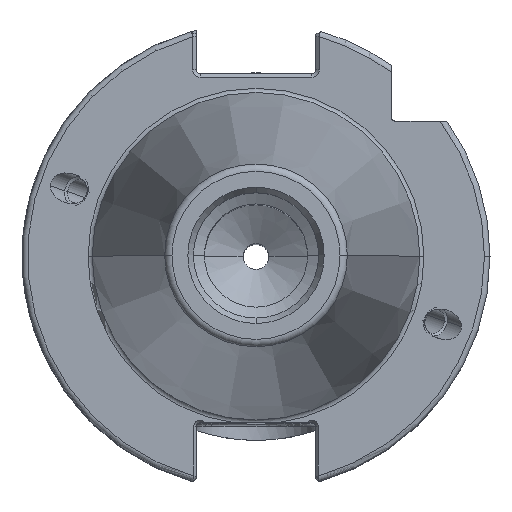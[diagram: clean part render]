
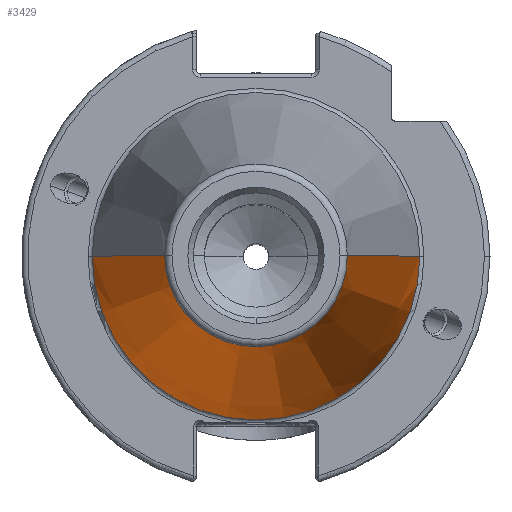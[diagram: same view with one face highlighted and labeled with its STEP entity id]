
A CAD part, top view. The second image highlights one B-rep face of the part: STEP entity #3429.
In plain terms, the highlighted conical face has half-angle 8.297 degrees and reference radius 12.397 mm.
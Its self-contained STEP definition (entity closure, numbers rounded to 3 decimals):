
#38 = DIRECTION ( 'NONE',  ( 1., 0., 0. ) ) ;
#82 = DIRECTION ( 'NONE',  ( 0., 0., 1. ) ) ;
#83 = CARTESIAN_POINT ( 'NONE',  ( 0., 0., 0. ) ) ;
#157 = AXIS2_PLACEMENT_3D ( 'NONE', #2443, #2559, #3057 ) ;
#1239 = VERTEX_POINT ( 'NONE', #6510 ) ;
#1576 = EDGE_LOOP ( 'NONE', ( #3424, #4740, #6704, #6580 ) ) ;
#2063 = VERTEX_POINT ( 'NONE', #3404 ) ;
#2443 = CARTESIAN_POINT ( 'NONE',  ( 0., 0., 67.394 ) ) ;
#2559 = DIRECTION ( 'NONE',  ( 0., 0., -1. ) ) ;
#2663 = VERTEX_POINT ( 'NONE', #9186 ) ;
#2873 = VECTOR ( 'NONE', #7186, 1000. ) ;
#2882 = LINE ( 'NONE', #7433, #2873 ) ;
#3057 = DIRECTION ( 'NONE',  ( -1., 0., 0. ) ) ;
#3058 = CONICAL_SURFACE ( 'NONE', #157, 12.397, 0.145 ) ;
#3404 = CARTESIAN_POINT ( 'NONE',  ( 22.225, 0., 0. ) ) ;
#3424 = ORIENTED_EDGE ( 'NONE', *, *, #5144, .F. ) ;
#3429 = ADVANCED_FACE ( 'NONE', ( #4849 ), #3058, .T. ) ;
#3672 = EDGE_CURVE ( 'NONE', #1239, #4845, #9802, .T. ) ;
#3792 = DIRECTION ( 'NONE',  ( 1., 0., 0. ) ) ;
#3839 = EDGE_CURVE ( 'NONE', #2663, #2063, #8335, .T. ) ;
#3851 = CARTESIAN_POINT ( 'NONE',  ( 0., 0., 67.394 ) ) ;
#3928 = DIRECTION ( 'NONE',  ( 0., 0., 1. ) ) ;
#4740 = ORIENTED_EDGE ( 'NONE', *, *, #3672, .F. ) ;
#4845 = VERTEX_POINT ( 'NONE', #7253 ) ;
#4849 = FACE_OUTER_BOUND ( 'NONE', #1576, .T. ) ;
#5144 = EDGE_CURVE ( 'NONE', #4845, #2063, #5172, .T. ) ;
#5165 = VECTOR ( 'NONE', #9373, 1000. ) ;
#5172 = LINE ( 'NONE', #5859, #5165 ) ;
#5859 = CARTESIAN_POINT ( 'NONE',  ( 12.397, 0., 67.394 ) ) ;
#6510 = CARTESIAN_POINT ( 'NONE',  ( -12.397, 0., 67.394 ) ) ;
#6580 = ORIENTED_EDGE ( 'NONE', *, *, #3839, .T. ) ;
#6704 = ORIENTED_EDGE ( 'NONE', *, *, #8440, .T. ) ;
#7186 = DIRECTION ( 'NONE',  ( -0.144, 0., -0.99 ) ) ;
#7253 = CARTESIAN_POINT ( 'NONE',  ( 12.397, 0., 67.394 ) ) ;
#7433 = CARTESIAN_POINT ( 'NONE',  ( -12.397, 0., 67.394 ) ) ;
#8335 = CIRCLE ( 'NONE', #8432, 22.225 ) ;
#8432 = AXIS2_PLACEMENT_3D ( 'NONE', #83, #82, #38 ) ;
#8440 = EDGE_CURVE ( 'NONE', #1239, #2663, #2882, .T. ) ;
#8910 = AXIS2_PLACEMENT_3D ( 'NONE', #3851, #3928, #3792 ) ;
#9186 = CARTESIAN_POINT ( 'NONE',  ( -22.225, 0., 0. ) ) ;
#9373 = DIRECTION ( 'NONE',  ( 0.144, 0., -0.99 ) ) ;
#9802 = CIRCLE ( 'NONE', #8910, 12.397 ) ;
